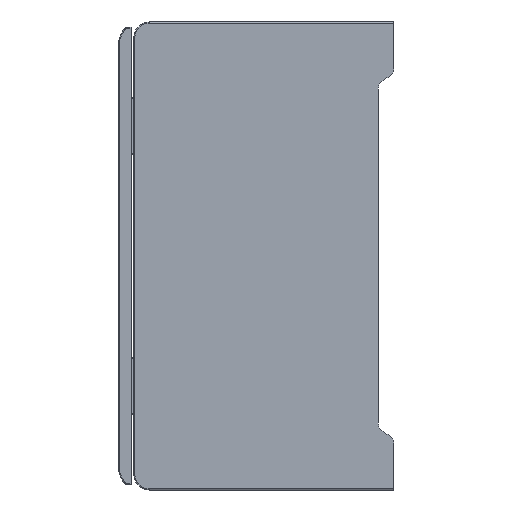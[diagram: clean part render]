
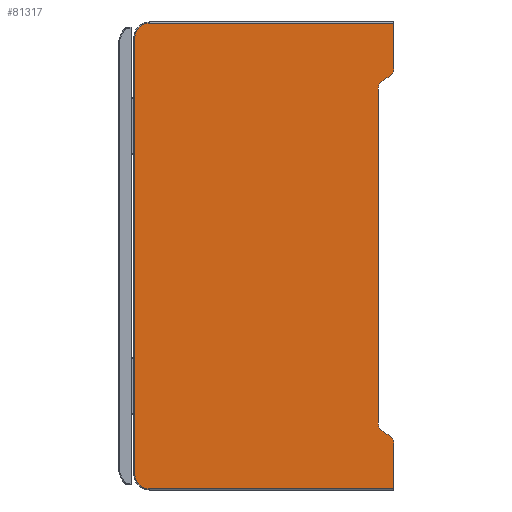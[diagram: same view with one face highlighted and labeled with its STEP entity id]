
A CAD part, left-side view. The second image highlights one B-rep face of the part: STEP entity #81317.
In plain terms, the highlighted planar face has unit normal (-1, 0, 0).
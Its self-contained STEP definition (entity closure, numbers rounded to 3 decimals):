
#25075=DIRECTION('',(0.,0.866,0.5));
#25076=VECTOR('',#25075,1.309);
#25077=CARTESIAN_POINT('',(0.,0.866,-79.5));
#25078=LINE('',#25077,#25076);
#25079=CARTESIAN_POINT('',(0.,1.732,-81.));
#25080=DIRECTION('',(1.,0.,0.));
#25081=DIRECTION('',(0.,-0.5,0.866));
#25082=AXIS2_PLACEMENT_3D('',#25079,#25080,#25081);
#25084=DIRECTION('',(0.,0.,-1.));
#25085=VECTOR('',#25084,8.8);
#25086=CARTESIAN_POINT('',(0.,0.,-81.));
#25087=LINE('',#25086,#25085);
#25088=DIRECTION('',(0.,1.,0.));
#25089=VECTOR('',#25088,47.);
#25090=CARTESIAN_POINT('',(0.,0.,-89.8));
#25091=LINE('',#25090,#25089);
#25092=CARTESIAN_POINT('',(0.,47.,-87.));
#25093=DIRECTION('',(1.,0.,0.));
#25094=DIRECTION('',(0.,0.,-1.));
#25095=AXIS2_PLACEMENT_3D('',#25092,#25093,#25094);
#25097=DIRECTION('',(0.,0.,1.));
#25098=VECTOR('',#25097,84.);
#25099=CARTESIAN_POINT('',(0.,49.8,-87.));
#25100=LINE('',#25099,#25098);
#25101=CARTESIAN_POINT('',(0.,47.,-3.));
#25102=DIRECTION('',(1.,0.,0.));
#25103=DIRECTION('',(0.,1.,0.));
#25104=AXIS2_PLACEMENT_3D('',#25101,#25102,#25103);
#25106=DIRECTION('',(0.,-1.,0.));
#25107=VECTOR('',#25106,47.);
#25108=CARTESIAN_POINT('',(0.,47.,-0.2));
#25109=LINE('',#25108,#25107);
#25110=DIRECTION('',(0.,0.,-1.));
#25111=VECTOR('',#25110,8.8);
#25112=CARTESIAN_POINT('',(0.,0.,-0.2));
#25113=LINE('',#25112,#25111);
#25114=CARTESIAN_POINT('',(0.,1.732,-9.));
#25115=DIRECTION('',(1.,0.,0.));
#25116=DIRECTION('',(0.,-1.,0.));
#25117=AXIS2_PLACEMENT_3D('',#25114,#25115,#25116);
#25119=DIRECTION('',(0.,-0.866,0.5));
#25120=VECTOR('',#25119,1.309);
#25121=CARTESIAN_POINT('',(0.,2.,-11.155));
#25122=LINE('',#25121,#25120);
#25123=CARTESIAN_POINT('',(0.,1.,-12.887));
#25124=DIRECTION('',(1.,0.,0.));
#25125=DIRECTION('',(0.,1.,0.));
#25126=AXIS2_PLACEMENT_3D('',#25123,#25124,#25125);
#25128=DIRECTION('',(0.,0.,1.));
#25129=VECTOR('',#25128,64.226);
#25130=CARTESIAN_POINT('',(0.,3.,-77.113));
#25131=LINE('',#25130,#25129);
#25132=CARTESIAN_POINT('',(0.,1.,-77.113));
#25133=DIRECTION('',(1.,0.,0.));
#25134=DIRECTION('',(0.,0.5,-0.866));
#25135=AXIS2_PLACEMENT_3D('',#25132,#25133,#25134);
#32287=CARTESIAN_POINT('',(0.,0.,-0.2));
#32289=VERTEX_POINT('',#32287);
#32290=CARTESIAN_POINT('',(0.,47.,-0.2));
#32291=VERTEX_POINT('',#32290);
#32296=CARTESIAN_POINT('',(0.,49.8,-3.));
#32297=VERTEX_POINT('',#32296);
#32300=CARTESIAN_POINT('',(0.,49.8,-87.));
#32301=VERTEX_POINT('',#32300);
#32304=CARTESIAN_POINT('',(0.,47.,-89.8));
#32305=VERTEX_POINT('',#32304);
#32306=CARTESIAN_POINT('',(0.,0.,-89.8));
#32308=VERTEX_POINT('',#32306);
#33680=CARTESIAN_POINT('',(0.,0.866,-79.5));
#33681=CARTESIAN_POINT('',(0.,2.,-78.845));
#33682=VERTEX_POINT('',#33680);
#33683=VERTEX_POINT('',#33681);
#33684=CARTESIAN_POINT('',(0.,3.,-77.113));
#33685=VERTEX_POINT('',#33684);
#33686=CARTESIAN_POINT('',(0.,3.,-12.887));
#33687=VERTEX_POINT('',#33686);
#33688=CARTESIAN_POINT('',(0.,2.,-11.155));
#33689=VERTEX_POINT('',#33688);
#33690=CARTESIAN_POINT('',(0.,0.866,-10.5));
#33691=VERTEX_POINT('',#33690);
#33692=CARTESIAN_POINT('',(0.,0.,-9.));
#33693=VERTEX_POINT('',#33692);
#33694=CARTESIAN_POINT('',(0.,0.,-81.));
#33695=VERTEX_POINT('',#33694);
#81294=CARTESIAN_POINT('',(0.,0.,-90.));
#81295=DIRECTION('',(-1.,0.,0.));
#81296=DIRECTION('',(0.,0.,1.));
#81297=AXIS2_PLACEMENT_3D('',#81294,#81295,#81296);
#81298=PLANE('',#81297);
#81299=ORIENTED_EDGE('',*,*,#63342,.F.);
#81301=ORIENTED_EDGE('',*,*,#81300,.T.);
#81302=ORIENTED_EDGE('',*,*,#63258,.T.);
#81304=ORIENTED_EDGE('',*,*,#81303,.T.);
#81305=ORIENTED_EDGE('',*,*,#63142,.T.);
#81306=ORIENTED_EDGE('',*,*,#63164,.T.);
#81307=ORIENTED_EDGE('',*,*,#63185,.T.);
#81308=ORIENTED_EDGE('',*,*,#63205,.T.);
#81309=ORIENTED_EDGE('',*,*,#63226,.T.);
#81310=ORIENTED_EDGE('',*,*,#63280,.T.);
#81311=ORIENTED_EDGE('',*,*,#81282,.F.);
#81312=ORIENTED_EDGE('',*,*,#81262,.F.);
#81313=ORIENTED_EDGE('',*,*,#63384,.F.);
#81314=ORIENTED_EDGE('',*,*,#63363,.F.);
#81315=EDGE_LOOP('',(#81299,#81301,#81302,#81304,#81305,#81306,#81307,#81308,
#81309,#81310,#81311,#81312,#81313,#81314));
#81316=FACE_OUTER_BOUND('',#81315,.F.);
#81317=ADVANCED_FACE('',(#81316),#81298,.T.);
#25083=CIRCLE('',#25082,1.732);
#25096=CIRCLE('',#25095,2.8);
#25105=CIRCLE('',#25104,2.8);
#25118=CIRCLE('',#25117,1.732);
#25127=CIRCLE('',#25126,2.);
#25136=CIRCLE('',#25135,2.);
#63142=EDGE_CURVE('',#32305,#32301,#25096,.T.);
#63164=EDGE_CURVE('',#32301,#32297,#25100,.T.);
#63185=EDGE_CURVE('',#32297,#32291,#25105,.T.);
#63205=EDGE_CURVE('',#32291,#32289,#25109,.T.);
#63226=EDGE_CURVE('',#32289,#33693,#25113,.T.);
#63258=EDGE_CURVE('',#33695,#32308,#25087,.T.);
#63280=EDGE_CURVE('',#33693,#33691,#25118,.T.);
#63342=EDGE_CURVE('',#33682,#33683,#25078,.T.);
#63363=EDGE_CURVE('',#33683,#33685,#25136,.T.);
#63384=EDGE_CURVE('',#33685,#33687,#25131,.T.);
#81262=EDGE_CURVE('',#33687,#33689,#25127,.T.);
#81282=EDGE_CURVE('',#33689,#33691,#25122,.T.);
#81300=EDGE_CURVE('',#33682,#33695,#25083,.T.);
#81303=EDGE_CURVE('',#32308,#32305,#25091,.T.);
